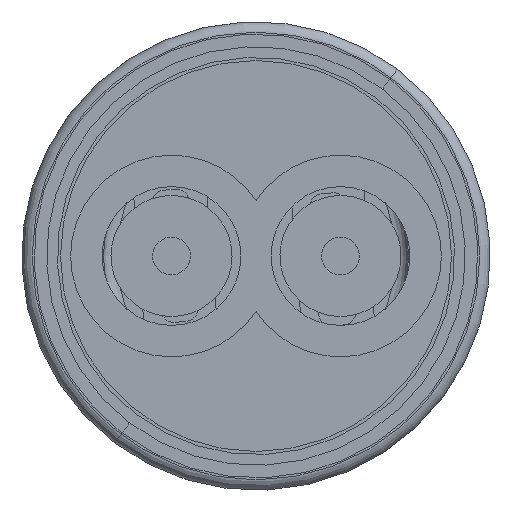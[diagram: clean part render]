
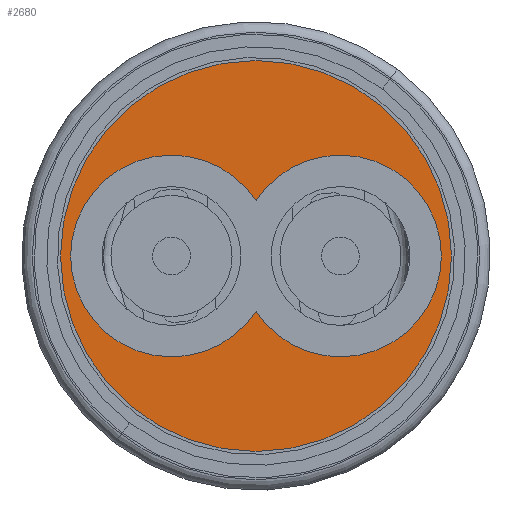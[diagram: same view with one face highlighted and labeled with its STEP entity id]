
A CAD part, front view. The second image highlights one B-rep face of the part: STEP entity #2680.
In plain terms, the highlighted planar face has unit normal (0, -1, 0).
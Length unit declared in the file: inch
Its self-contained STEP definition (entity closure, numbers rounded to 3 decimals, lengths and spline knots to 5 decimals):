
#58 = ORIENTED_EDGE ( 'NONE', *, *, #816, .F. ) ;
#85 = CARTESIAN_POINT ( 'NONE',  ( 0.067, -1.218, 0. ) ) ;
#138 = CARTESIAN_POINT ( 'NONE',  ( 0., -1.218, -0.04371 ) ) ;
#186 = DIRECTION ( 'NONE',  ( 0., 1., 0. ) ) ;
#202 = CIRCLE ( 'NONE', #652, 0.08 ) ;
#248 = EDGE_LOOP ( 'NONE', ( #58, #498 ) ) ;
#272 = ORIENTED_EDGE ( 'NONE', *, *, #1040, .T. ) ;
#351 = VERTEX_POINT ( 'NONE', #138 ) ;
#361 = CARTESIAN_POINT ( 'NONE',  ( -0.067, -1.218, 0. ) ) ;
#372 = DIRECTION ( 'NONE',  ( 0., -1., 0. ) ) ;
#390 = DIRECTION ( 'NONE',  ( 0., 0., -1. ) ) ;
#408 = AXIS2_PLACEMENT_3D ( 'NONE', #2076, #2189, #2965 ) ;
#413 = CIRCLE ( 'NONE', #2079, 0.08 ) ;
#453 = DIRECTION ( 'NONE',  ( 0., 0., -1. ) ) ;
#465 = EDGE_CURVE ( 'NONE', #2604, #1472, #587, .T. ) ;
#467 = DIRECTION ( 'NONE',  ( 0., 1., 0. ) ) ;
#498 = ORIENTED_EDGE ( 'NONE', *, *, #465, .F. ) ;
#528 = EDGE_CURVE ( 'NONE', #1203, #351, #1648, .T. ) ;
#531 = DIRECTION ( 'NONE',  ( 0., 0., -1. ) ) ;
#537 = ORIENTED_EDGE ( 'NONE', *, *, #1287, .F. ) ;
#539 = DIRECTION ( 'NONE',  ( 0., -1., 0. ) ) ;
#587 = CIRCLE ( 'NONE', #1012, 0.155 ) ;
#605 = DIRECTION ( 'NONE',  ( 0., 1., 0. ) ) ;
#652 = AXIS2_PLACEMENT_3D ( 'NONE', #2066, #1403, #1395 ) ;
#725 = CARTESIAN_POINT ( 'NONE',  ( 0., -1.218, -0.155 ) ) ;
#736 = DIRECTION ( 'NONE',  ( 0., 0., -1. ) ) ;
#739 = DIRECTION ( 'NONE',  ( 0., -1., 0. ) ) ;
#742 = CARTESIAN_POINT ( 'NONE',  ( -0.155, -1.218, 0. ) ) ;
#763 = PLANE ( 'NONE',  #1334 ) ;
#816 = EDGE_CURVE ( 'NONE', #1472, #2604, #1447, .T. ) ;
#824 = AXIS2_PLACEMENT_3D ( 'NONE', #85, #1348, #2204 ) ;
#1012 = AXIS2_PLACEMENT_3D ( 'NONE', #1067, #186, #1739 ) ;
#1013 = ORIENTED_EDGE ( 'NONE', *, *, #528, .F. ) ;
#1040 = EDGE_CURVE ( 'NONE', #2417, #1886, #2846, .T. ) ;
#1067 = CARTESIAN_POINT ( 'NONE',  ( 0., -1.218, 0. ) ) ;
#1140 = AXIS2_PLACEMENT_3D ( 'NONE', #361, #539, #390 ) ;
#1180 = FACE_OUTER_BOUND ( 'NONE', #248, .T. ) ;
#1183 = CIRCLE ( 'NONE', #824, 0.08 ) ;
#1203 = VERTEX_POINT ( 'NONE', #2815 ) ;
#1238 = ORIENTED_EDGE ( 'NONE', *, *, #1934, .T. ) ;
#1287 = EDGE_CURVE ( 'NONE', #1622, #1203, #1556, .T. ) ;
#1312 = CARTESIAN_POINT ( 'NONE',  ( 0., -1.218, 0.04371 ) ) ;
#1334 = AXIS2_PLACEMENT_3D ( 'NONE', #742, #739, #736 ) ;
#1338 = CARTESIAN_POINT ( 'NONE',  ( 0.067, -1.218, 0. ) ) ;
#1348 = DIRECTION ( 'NONE',  ( 0., 1., 0. ) ) ;
#1390 = EDGE_CURVE ( 'NONE', #1886, #2334, #413, .T. ) ;
#1395 = DIRECTION ( 'NONE',  ( 0., 0., -1. ) ) ;
#1403 = DIRECTION ( 'NONE',  ( 0., -1., 0. ) ) ;
#1436 = CARTESIAN_POINT ( 'NONE',  ( 0.067, -1.218, 0. ) ) ;
#1442 = CARTESIAN_POINT ( 'NONE',  ( 0., -1.218, 0.155 ) ) ;
#1447 = CIRCLE ( 'NONE', #408, 0.155 ) ;
#1472 = VERTEX_POINT ( 'NONE', #1442 ) ;
#1556 = CIRCLE ( 'NONE', #1140, 0.08 ) ;
#1585 = CARTESIAN_POINT ( 'NONE',  ( 0.067, -1.218, -0.08 ) ) ;
#1622 = VERTEX_POINT ( 'NONE', #1831 ) ;
#1646 = AXIS2_PLACEMENT_3D ( 'NONE', #2790, #372, #2009 ) ;
#1648 = CIRCLE ( 'NONE', #1646, 0.08 ) ;
#1739 = DIRECTION ( 'NONE',  ( 0., 0., 1. ) ) ;
#1831 = CARTESIAN_POINT ( 'NONE',  ( -0.067, -1.218, 0.08 ) ) ;
#1886 = VERTEX_POINT ( 'NONE', #2023 ) ;
#1920 = FACE_BOUND ( 'NONE', #2635, .T. ) ;
#1934 = EDGE_CURVE ( 'NONE', #2334, #351, #1183, .T. ) ;
#2009 = DIRECTION ( 'NONE',  ( 0., 0., -1. ) ) ;
#2023 = CARTESIAN_POINT ( 'NONE',  ( 0.067, -1.218, 0.08 ) ) ;
#2066 = CARTESIAN_POINT ( 'NONE',  ( -0.067, -1.218, 0. ) ) ;
#2076 = CARTESIAN_POINT ( 'NONE',  ( 0., -1.218, 0. ) ) ;
#2079 = AXIS2_PLACEMENT_3D ( 'NONE', #1436, #605, #531 ) ;
#2189 = DIRECTION ( 'NONE',  ( 0., 1., 0. ) ) ;
#2191 = EDGE_CURVE ( 'NONE', #2417, #1622, #202, .T. ) ;
#2204 = DIRECTION ( 'NONE',  ( 0., 0., -1. ) ) ;
#2334 = VERTEX_POINT ( 'NONE', #1585 ) ;
#2417 = VERTEX_POINT ( 'NONE', #1312 ) ;
#2604 = VERTEX_POINT ( 'NONE', #725 ) ;
#2635 = EDGE_LOOP ( 'NONE', ( #272, #2801, #1238, #1013, #537, #2644 ) ) ;
#2644 = ORIENTED_EDGE ( 'NONE', *, *, #2191, .F. ) ;
#2680 = ADVANCED_FACE ( 'NONE', ( #1920, #1180 ), #763, .T. ) ;
#2756 = AXIS2_PLACEMENT_3D ( 'NONE', #1338, #467, #453 ) ;
#2790 = CARTESIAN_POINT ( 'NONE',  ( -0.067, -1.218, 0. ) ) ;
#2801 = ORIENTED_EDGE ( 'NONE', *, *, #1390, .T. ) ;
#2815 = CARTESIAN_POINT ( 'NONE',  ( -0.067, -1.218, -0.08 ) ) ;
#2846 = CIRCLE ( 'NONE', #2756, 0.08 ) ;
#2965 = DIRECTION ( 'NONE',  ( 0., 0., 1. ) ) ;
